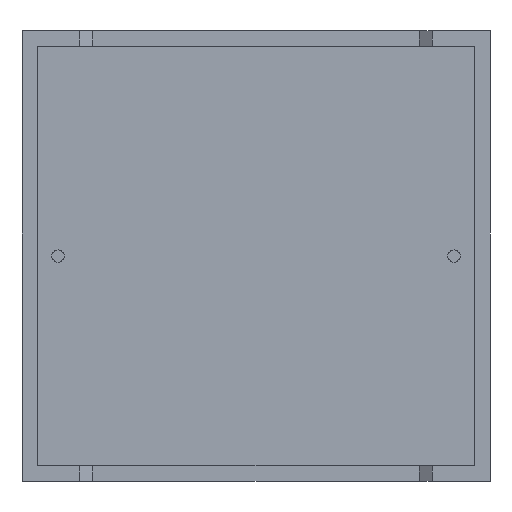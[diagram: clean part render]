
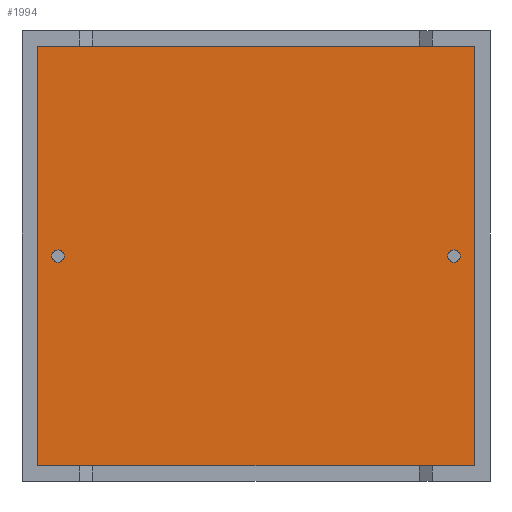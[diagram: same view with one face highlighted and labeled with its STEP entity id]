
A CAD part, front view. The second image highlights one B-rep face of the part: STEP entity #1994.
In plain terms, the highlighted planar face has unit normal (0, -1, 0).
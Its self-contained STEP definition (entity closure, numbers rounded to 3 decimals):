
#8 = CARTESIAN_POINT ( 'NONE',  ( 2.5, 0.75, 15.65 ) ) ;
#58 = AXIS2_PLACEMENT_3D ( 'NONE', #920, #3004, #2598 ) ;
#60 = ORIENTED_EDGE ( 'NONE', *, *, #2622, .T. ) ;
#66 = VERTEX_POINT ( 'NONE', #394 ) ;
#213 = ORIENTED_EDGE ( 'NONE', *, *, #2089, .T. ) ;
#247 = DIRECTION ( 'NONE',  ( 0., 0., -1. ) ) ;
#253 = LINE ( 'NONE', #2348, #1844 ) ;
#305 = EDGE_CURVE ( 'NONE', #2156, #2805, #1547, .T. ) ;
#394 = CARTESIAN_POINT ( 'NONE',  ( 1.083, 0.75, 1.083 ) ) ;
#396 = AXIS2_PLACEMENT_3D ( 'NONE', #525, #2894, #2754 ) ;
#399 = EDGE_LOOP ( 'NONE', ( #1932, #628 ) ) ;
#472 = EDGE_CURVE ( 'NONE', #1632, #3014, #1930, .T. ) ;
#525 = CARTESIAN_POINT ( 'NONE',  ( 0., 0.75, 0. ) ) ;
#628 = ORIENTED_EDGE ( 'NONE', *, *, #716, .F. ) ;
#640 = CARTESIAN_POINT ( 'NONE',  ( 31.417, 0.75, 1.083 ) ) ;
#666 = CARTESIAN_POINT ( 'NONE',  ( 30., 0.75, 15.65 ) ) ;
#694 = CARTESIAN_POINT ( 'NONE',  ( 1.083, 0.75, 30.217 ) ) ;
#716 = EDGE_CURVE ( 'NONE', #847, #2505, #2098, .T. ) ;
#785 = EDGE_CURVE ( 'NONE', #3014, #1632, #1685, .T. ) ;
#847 = VERTEX_POINT ( 'NONE', #1794 ) ;
#862 = CARTESIAN_POINT ( 'NONE',  ( 31.417, 0.75, 1.083 ) ) ;
#892 = EDGE_LOOP ( 'NONE', ( #3057, #2954 ) ) ;
#920 = CARTESIAN_POINT ( 'NONE',  ( 2.5, 0.75, 15.65 ) ) ;
#988 = PLANE ( 'NONE',  #396 ) ;
#1035 = FACE_BOUND ( 'NONE', #892, .T. ) ;
#1074 = CARTESIAN_POINT ( 'NONE',  ( 30., 0.75, 15.225 ) ) ;
#1078 = VERTEX_POINT ( 'NONE', #694 ) ;
#1083 = ORIENTED_EDGE ( 'NONE', *, *, #1462, .T. ) ;
#1089 = DIRECTION ( 'NONE',  ( 0., 0., -1. ) ) ;
#1262 = LINE ( 'NONE', #1633, #2459 ) ;
#1316 = CARTESIAN_POINT ( 'NONE',  ( 1.083, 0.75, 1.083 ) ) ;
#1462 = EDGE_CURVE ( 'NONE', #66, #2156, #1692, .T. ) ;
#1547 = LINE ( 'NONE', #640, #2645 ) ;
#1632 = VERTEX_POINT ( 'NONE', #1738 ) ;
#1633 = CARTESIAN_POINT ( 'NONE',  ( 1.083, 0.75, 30.217 ) ) ;
#1685 = CIRCLE ( 'NONE', #2101, 0.425 ) ;
#1692 = LINE ( 'NONE', #1316, #2807 ) ;
#1738 = CARTESIAN_POINT ( 'NONE',  ( 30., 0.75, 16.075 ) ) ;
#1765 = ORIENTED_EDGE ( 'NONE', *, *, #305, .T. ) ;
#1794 = CARTESIAN_POINT ( 'NONE',  ( 2.5, 0.75, 15.225 ) ) ;
#1844 = VECTOR ( 'NONE', #2828, 1000. ) ;
#1916 = CIRCLE ( 'NONE', #58, 0.425 ) ;
#1930 = CIRCLE ( 'NONE', #2049, 0.425 ) ;
#1932 = ORIENTED_EDGE ( 'NONE', *, *, #2619, .F. ) ;
#1994 = ADVANCED_FACE ( 'NONE', ( #1035, #3050, #2769 ), #988, .T. ) ;
#2044 = DIRECTION ( 'NONE',  ( 1., 0., 0. ) ) ;
#2049 = AXIS2_PLACEMENT_3D ( 'NONE', #666, #2360, #2134 ) ;
#2089 = EDGE_CURVE ( 'NONE', #2805, #1078, #253, .T. ) ;
#2098 = CIRCLE ( 'NONE', #2194, 0.425 ) ;
#2101 = AXIS2_PLACEMENT_3D ( 'NONE', #2962, #2495, #1089 ) ;
#2134 = DIRECTION ( 'NONE',  ( 0., 0., -1. ) ) ;
#2156 = VERTEX_POINT ( 'NONE', #862 ) ;
#2194 = AXIS2_PLACEMENT_3D ( 'NONE', #8, #3058, #247 ) ;
#2348 = CARTESIAN_POINT ( 'NONE',  ( 31.417, 0.75, 30.217 ) ) ;
#2360 = DIRECTION ( 'NONE',  ( 0., -1., 0. ) ) ;
#2373 = CARTESIAN_POINT ( 'NONE',  ( 31.417, 0.75, 30.217 ) ) ;
#2459 = VECTOR ( 'NONE', #2801, 1000. ) ;
#2469 = EDGE_LOOP ( 'NONE', ( #60, #1083, #1765, #213 ) ) ;
#2495 = DIRECTION ( 'NONE',  ( 0., -1., 0. ) ) ;
#2499 = DIRECTION ( 'NONE',  ( 0., 0., 1. ) ) ;
#2505 = VERTEX_POINT ( 'NONE', #2521 ) ;
#2521 = CARTESIAN_POINT ( 'NONE',  ( 2.5, 0.75, 16.075 ) ) ;
#2598 = DIRECTION ( 'NONE',  ( 0., 0., -1. ) ) ;
#2619 = EDGE_CURVE ( 'NONE', #2505, #847, #1916, .T. ) ;
#2622 = EDGE_CURVE ( 'NONE', #1078, #66, #1262, .T. ) ;
#2645 = VECTOR ( 'NONE', #2499, 1000. ) ;
#2754 = DIRECTION ( 'NONE',  ( 0., 0., -1. ) ) ;
#2769 = FACE_BOUND ( 'NONE', #399, .T. ) ;
#2801 = DIRECTION ( 'NONE',  ( 0., 0., -1. ) ) ;
#2805 = VERTEX_POINT ( 'NONE', #2373 ) ;
#2807 = VECTOR ( 'NONE', #2044, 1000. ) ;
#2828 = DIRECTION ( 'NONE',  ( -1., 0., 0. ) ) ;
#2894 = DIRECTION ( 'NONE',  ( 0., -1., 0. ) ) ;
#2954 = ORIENTED_EDGE ( 'NONE', *, *, #785, .F. ) ;
#2962 = CARTESIAN_POINT ( 'NONE',  ( 30., 0.75, 15.65 ) ) ;
#3004 = DIRECTION ( 'NONE',  ( 0., -1., 0. ) ) ;
#3014 = VERTEX_POINT ( 'NONE', #1074 ) ;
#3050 = FACE_OUTER_BOUND ( 'NONE', #2469, .T. ) ;
#3057 = ORIENTED_EDGE ( 'NONE', *, *, #472, .F. ) ;
#3058 = DIRECTION ( 'NONE',  ( 0., -1., 0. ) ) ;
